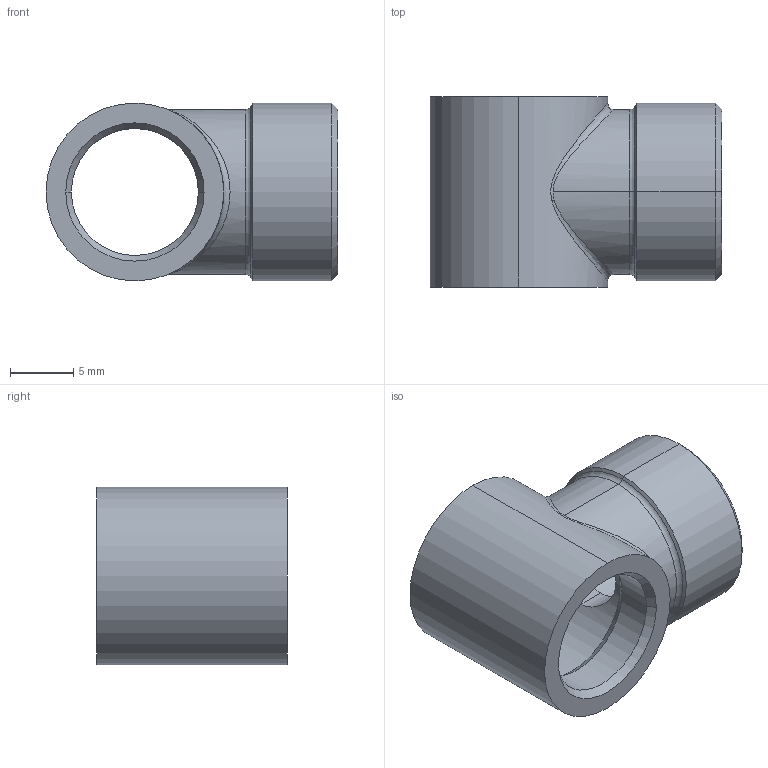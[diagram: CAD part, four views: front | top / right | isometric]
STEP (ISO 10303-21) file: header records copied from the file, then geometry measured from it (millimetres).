
FILE_DESCRIPTION (( 'STEP AP203' ), '1' );
FILE_NAME ('05320001.STEP', '2010-09-15T07:19:48', ( 'Flavio' ), ( '' ), 'SwSTEP 2.0', 'SolidWorks 2009', '' );
FILE_SCHEMA (( 'CONFIG_CONTROL_DESIGN' ));
Length unit declared in the file: millimetre
Products named in the file (1): 05320001
Bounding box: 23 x 15 x 14 mm (x, y, z)
Volume: 1892.9 mm3; surface area: 1954.1 mm2
Topology: 1 solids, 1 shells, 39 faces, 85 edges, 48 vertices
Faces by surface type: cylinder 16, cone 16, plane 3, bspline 2, torus 2
Entity records: 2446 total; most frequent: CARTESIAN_POINT 1507, DIRECTION 193, ORIENTED_EDGE 170, EDGE_CURVE 85, AXIS2_PLACEMENT_3D 80, VERTEX_POINT 48, EDGE_LOOP 43, CIRCLE 42
